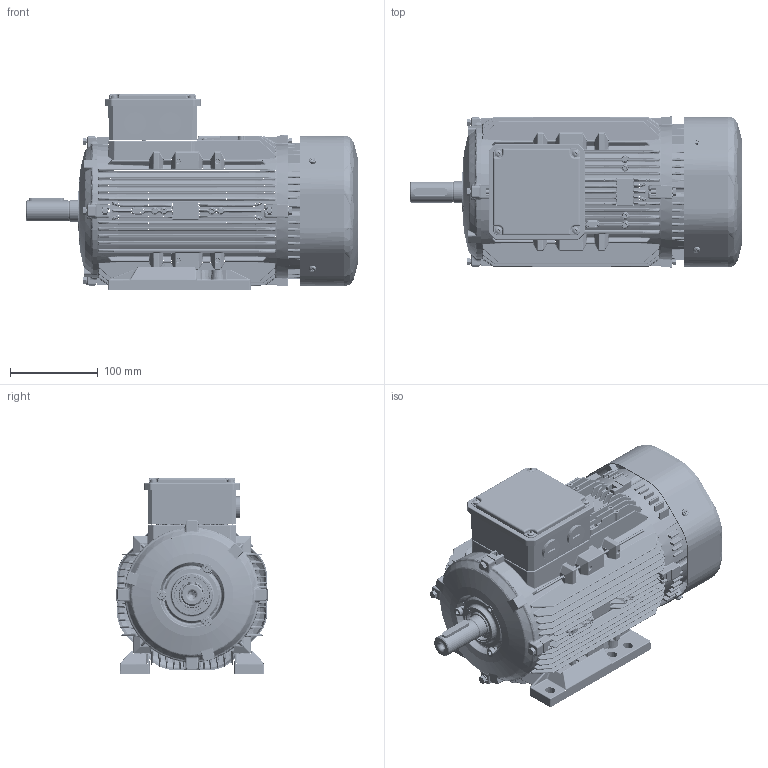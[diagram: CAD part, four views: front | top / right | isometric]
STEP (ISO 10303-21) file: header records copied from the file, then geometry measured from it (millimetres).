
FILE_DESCRIPTION(/* description */ (''),/* implementation_level */ '2;1');
FILE_NAME(/* name */ 'model1.stp',/* time_stamp */ '2024-08-01T16:46:16+03:00',/* author */ (''),/* organization */ (''),/* preprocessor_version */ 'ST-DEVELOPER v18.102',/* originating_system */ 'SIEMENS PLM Software NX2206.8101',/* authorisation */ '');
FILE_SCHEMA (('AUTOMOTIVE_DESIGN { 1 0 10303 214 3 1 1 1 }'));
Products named in the file (1): model1_260028D8E15Fjkrh
Bounding box: 378.54 x 172.19 x 223.05 mm (x, y, z)
Surface area: 608264 mm2 (no closed solid volume)
Topology: 0 solids, 81 shells, 7404 faces, 22267 edges, 13907 vertices
Faces by surface type: cylinder 2568, bspline 2335, plane 1732, torus 328, cone 270, sphere 171
Full cylindrical faces by diameter (mm): 3.5 x1, 5 x6, 8 x6, 8.4 x1, 9.874 x1, 10 x1, 20.4 x1, 21 x1, 23.4 x1, 24 x1, 25 x4, 40 x1
Entity records: 306511 total; most frequent: CARTESIAN_POINT 125482, ORIENTED_EDGE 36589, DIRECTION 35795, EDGE_CURVE 21860, AXIS2_PLACEMENT_3D 14336, VERTEX_POINT 13828, EDGE_LOOP 7911, ADVANCED_FACE 7402
